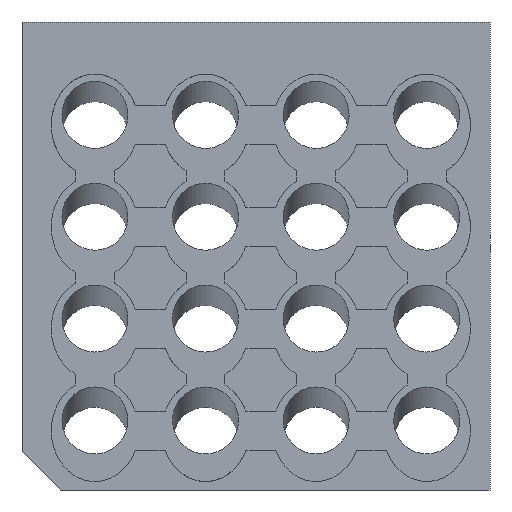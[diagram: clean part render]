
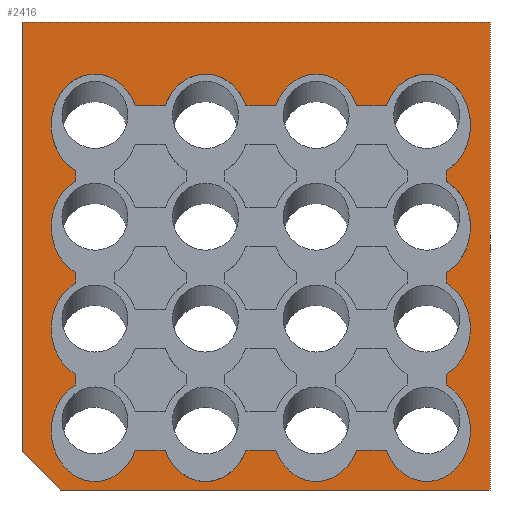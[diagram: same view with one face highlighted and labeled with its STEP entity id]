
A CAD part, front view. The second image highlights one B-rep face of the part: STEP entity #2416.
In plain terms, the highlighted planar face has unit normal (0, -1, 0).
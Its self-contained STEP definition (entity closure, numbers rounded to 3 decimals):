
#36=FACE_BOUND('',#398,.T.);
#80=ELLIPSE('',#2564,13.125,11.25);
#82=ELLIPSE('',#2567,13.125,11.25);
#83=ELLIPSE('',#2568,13.125,11.25);
#84=ELLIPSE('',#2569,13.125,11.25);
#85=ELLIPSE('',#2570,13.125,11.25);
#86=ELLIPSE('',#2571,13.125,11.25);
#87=ELLIPSE('',#2572,13.125,11.25);
#88=ELLIPSE('',#2573,13.125,11.25);
#89=ELLIPSE('',#2574,13.125,11.25);
#90=ELLIPSE('',#2575,13.125,11.25);
#91=ELLIPSE('',#2576,13.125,11.25);
#92=ELLIPSE('',#2577,13.125,11.25);
#263=FACE_OUTER_BOUND('',#397,.T.);
#397=EDGE_LOOP('',(#1641,#1642,#1643,#1644,#1645));
#398=EDGE_LOOP('',(#1646,#1647,#1648,#1649,#1650,#1651,#1652,#1653,#1654,
#1655,#1656,#1657,#1658,#1659,#1660,#1661,#1662,#1663,#1664,#1665,#1666,
#1667,#1668,#1669));
#574=LINE('',#3471,#802);
#579=LINE('',#3499,#807);
#580=LINE('',#3501,#808);
#581=LINE('',#3503,#809);
#582=LINE('',#3505,#810);
#583=LINE('',#3506,#811);
#584=LINE('',#3510,#812);
#585=LINE('',#3514,#813);
#586=LINE('',#3518,#814);
#587=LINE('',#3522,#815);
#588=LINE('',#3526,#816);
#589=LINE('',#3530,#817);
#590=LINE('',#3534,#818);
#591=LINE('',#3538,#819);
#592=LINE('',#3542,#820);
#593=LINE('',#3546,#821);
#594=LINE('',#3549,#822);
#802=VECTOR('',#2794,10.);
#807=VECTOR('',#2805,10.);
#808=VECTOR('',#2806,10.);
#809=VECTOR('',#2807,10.);
#810=VECTOR('',#2808,10.);
#811=VECTOR('',#2809,10.);
#812=VECTOR('',#2812,10.);
#813=VECTOR('',#2815,10.);
#814=VECTOR('',#2818,10.);
#815=VECTOR('',#2821,10.);
#816=VECTOR('',#2824,10.);
#817=VECTOR('',#2827,10.);
#818=VECTOR('',#2830,10.);
#819=VECTOR('',#2833,10.);
#820=VECTOR('',#2836,10.);
#821=VECTOR('',#2839,10.);
#822=VECTOR('',#2842,10.);
#1031=VERTEX_POINT('',#3469);
#1032=VERTEX_POINT('',#3470);
#1035=VERTEX_POINT('',#3491);
#1037=VERTEX_POINT('',#3497);
#1038=VERTEX_POINT('',#3498);
#1039=VERTEX_POINT('',#3500);
#1040=VERTEX_POINT('',#3502);
#1041=VERTEX_POINT('',#3504);
#1042=VERTEX_POINT('',#3507);
#1043=VERTEX_POINT('',#3509);
#1044=VERTEX_POINT('',#3511);
#1045=VERTEX_POINT('',#3513);
#1046=VERTEX_POINT('',#3515);
#1047=VERTEX_POINT('',#3517);
#1048=VERTEX_POINT('',#3519);
#1049=VERTEX_POINT('',#3521);
#1050=VERTEX_POINT('',#3523);
#1051=VERTEX_POINT('',#3525);
#1052=VERTEX_POINT('',#3527);
#1053=VERTEX_POINT('',#3529);
#1054=VERTEX_POINT('',#3531);
#1055=VERTEX_POINT('',#3533);
#1056=VERTEX_POINT('',#3535);
#1057=VERTEX_POINT('',#3537);
#1058=VERTEX_POINT('',#3539);
#1059=VERTEX_POINT('',#3541);
#1060=VERTEX_POINT('',#3543);
#1061=VERTEX_POINT('',#3545);
#1062=VERTEX_POINT('',#3547);
#1271=EDGE_CURVE('',#1031,#1032,#574,.T.);
#1275=EDGE_CURVE('',#1031,#1035,#80,.T.);
#1278=EDGE_CURVE('',#1037,#1038,#579,.T.);
#1279=EDGE_CURVE('',#1038,#1039,#580,.T.);
#1280=EDGE_CURVE('',#1039,#1040,#581,.T.);
#1281=EDGE_CURVE('',#1040,#1041,#582,.T.);
#1282=EDGE_CURVE('',#1041,#1037,#583,.T.);
#1283=EDGE_CURVE('',#1042,#1032,#82,.T.);
#1284=EDGE_CURVE('',#1042,#1043,#584,.T.);
#1285=EDGE_CURVE('',#1044,#1043,#83,.T.);
#1286=EDGE_CURVE('',#1044,#1045,#585,.T.);
#1287=EDGE_CURVE('',#1046,#1045,#84,.T.);
#1288=EDGE_CURVE('',#1046,#1047,#586,.T.);
#1289=EDGE_CURVE('',#1047,#1048,#85,.T.);
#1290=EDGE_CURVE('',#1048,#1049,#587,.T.);
#1291=EDGE_CURVE('',#1049,#1050,#86,.T.);
#1292=EDGE_CURVE('',#1050,#1051,#588,.T.);
#1293=EDGE_CURVE('',#1051,#1052,#87,.T.);
#1294=EDGE_CURVE('',#1052,#1053,#589,.T.);
#1295=EDGE_CURVE('',#1053,#1054,#88,.T.);
#1296=EDGE_CURVE('',#1054,#1055,#590,.T.);
#1297=EDGE_CURVE('',#1055,#1056,#89,.T.);
#1298=EDGE_CURVE('',#1056,#1057,#591,.T.);
#1299=EDGE_CURVE('',#1057,#1058,#90,.T.);
#1300=EDGE_CURVE('',#1058,#1059,#592,.T.);
#1301=EDGE_CURVE('',#1059,#1060,#91,.T.);
#1302=EDGE_CURVE('',#1060,#1061,#593,.T.);
#1303=EDGE_CURVE('',#1061,#1062,#92,.T.);
#1304=EDGE_CURVE('',#1062,#1035,#594,.T.);
#1641=ORIENTED_EDGE('',*,*,#1278,.T.);
#1642=ORIENTED_EDGE('',*,*,#1279,.T.);
#1643=ORIENTED_EDGE('',*,*,#1280,.T.);
#1644=ORIENTED_EDGE('',*,*,#1281,.T.);
#1645=ORIENTED_EDGE('',*,*,#1282,.T.);
#1646=ORIENTED_EDGE('',*,*,#1271,.T.);
#1647=ORIENTED_EDGE('',*,*,#1283,.F.);
#1648=ORIENTED_EDGE('',*,*,#1284,.T.);
#1649=ORIENTED_EDGE('',*,*,#1285,.F.);
#1650=ORIENTED_EDGE('',*,*,#1286,.T.);
#1651=ORIENTED_EDGE('',*,*,#1287,.F.);
#1652=ORIENTED_EDGE('',*,*,#1288,.T.);
#1653=ORIENTED_EDGE('',*,*,#1289,.T.);
#1654=ORIENTED_EDGE('',*,*,#1290,.T.);
#1655=ORIENTED_EDGE('',*,*,#1291,.T.);
#1656=ORIENTED_EDGE('',*,*,#1292,.T.);
#1657=ORIENTED_EDGE('',*,*,#1293,.T.);
#1658=ORIENTED_EDGE('',*,*,#1294,.T.);
#1659=ORIENTED_EDGE('',*,*,#1295,.T.);
#1660=ORIENTED_EDGE('',*,*,#1296,.T.);
#1661=ORIENTED_EDGE('',*,*,#1297,.T.);
#1662=ORIENTED_EDGE('',*,*,#1298,.T.);
#1663=ORIENTED_EDGE('',*,*,#1299,.T.);
#1664=ORIENTED_EDGE('',*,*,#1300,.T.);
#1665=ORIENTED_EDGE('',*,*,#1301,.T.);
#1666=ORIENTED_EDGE('',*,*,#1302,.T.);
#1667=ORIENTED_EDGE('',*,*,#1303,.T.);
#1668=ORIENTED_EDGE('',*,*,#1304,.T.);
#1669=ORIENTED_EDGE('',*,*,#1275,.F.);
#2349=PLANE('',#2566);
#2416=ADVANCED_FACE('',(#263,#36),#2349,.F.);
#2564=AXIS2_PLACEMENT_3D('',#3492,#2798,#2799);
#2566=AXIS2_PLACEMENT_3D('',#3496,#2803,#2804);
#2567=AXIS2_PLACEMENT_3D('',#3508,#2810,#2811);
#2568=AXIS2_PLACEMENT_3D('',#3512,#2813,#2814);
#2569=AXIS2_PLACEMENT_3D('',#3516,#2816,#2817);
#2570=AXIS2_PLACEMENT_3D('',#3520,#2819,#2820);
#2571=AXIS2_PLACEMENT_3D('',#3524,#2822,#2823);
#2572=AXIS2_PLACEMENT_3D('',#3528,#2825,#2826);
#2573=AXIS2_PLACEMENT_3D('',#3532,#2828,#2829);
#2574=AXIS2_PLACEMENT_3D('',#3536,#2831,#2832);
#2575=AXIS2_PLACEMENT_3D('',#3540,#2834,#2835);
#2576=AXIS2_PLACEMENT_3D('',#3544,#2837,#2838);
#2577=AXIS2_PLACEMENT_3D('',#3548,#2840,#2841);
#2794=DIRECTION('',(0.,0.,-1.));
#2798=DIRECTION('center_axis',(0.,-1.,0.));
#2799=DIRECTION('ref_axis',(0.,0.,1.));
#2803=DIRECTION('center_axis',(0.,1.,0.));
#2804=DIRECTION('ref_axis',(-1.,0.,0.));
#2805=DIRECTION('',(0.,0.,1.));
#2806=DIRECTION('',(-1.,0.,0.));
#2807=DIRECTION('',(0.,0.,-1.));
#2808=DIRECTION('',(0.707,0.,-0.707));
#2809=DIRECTION('',(1.,0.,0.));
#2810=DIRECTION('center_axis',(0.,-1.,0.));
#2811=DIRECTION('ref_axis',(0.,0.,-1.));
#2812=DIRECTION('',(0.,0.,-1.));
#2813=DIRECTION('center_axis',(0.,-1.,0.));
#2814=DIRECTION('ref_axis',(0.,0.,1.));
#2815=DIRECTION('',(0.,0.,-1.));
#2816=DIRECTION('center_axis',(0.,-1.,0.));
#2817=DIRECTION('ref_axis',(0.,0.,-1.));
#2818=DIRECTION('',(-1.,0.,0.));
#2819=DIRECTION('center_axis',(0.,1.,0.));
#2820=DIRECTION('ref_axis',(0.,0.,-1.));
#2821=DIRECTION('',(-1.,0.,0.));
#2822=DIRECTION('center_axis',(0.,1.,0.));
#2823=DIRECTION('ref_axis',(0.,0.,-1.));
#2824=DIRECTION('',(-1.,0.,0.));
#2825=DIRECTION('center_axis',(0.,1.,0.));
#2826=DIRECTION('ref_axis',(0.,0.,-1.));
#2827=DIRECTION('',(0.,0.,1.));
#2828=DIRECTION('center_axis',(0.,1.,0.));
#2829=DIRECTION('ref_axis',(0.,0.,1.));
#2830=DIRECTION('',(0.,0.,1.));
#2831=DIRECTION('center_axis',(0.,1.,0.));
#2832=DIRECTION('ref_axis',(0.,0.,-1.));
#2833=DIRECTION('',(0.,0.,1.));
#2834=DIRECTION('center_axis',(0.,1.,0.));
#2835=DIRECTION('ref_axis',(0.,0.,1.));
#2836=DIRECTION('',(1.,0.,0.));
#2837=DIRECTION('center_axis',(0.,1.,0.));
#2838=DIRECTION('ref_axis',(0.,0.,1.));
#2839=DIRECTION('',(1.,0.,0.));
#2840=DIRECTION('center_axis',(0.,1.,0.));
#2841=DIRECTION('ref_axis',(0.,0.,1.));
#2842=DIRECTION('',(1.,0.,0.));
#3469=CARTESIAN_POINT('',(109.3,-2.,82.293));
#3470=CARTESIAN_POINT('',(109.3,-2.,79.557));
#3471=CARTESIAN_POINT('',(109.3,-2.,69.929));
#3491=CARTESIAN_POINT('',(93.898,-2.,99.05));
#3492=CARTESIAN_POINT('Origin',(104.3,-2.,94.05));
#3496=CARTESIAN_POINT('Origin',(60.3,-2.,60.3));
#3497=CARTESIAN_POINT('',(120.6,-2.,0.));
#3498=CARTESIAN_POINT('',(120.6,-2.,120.6));
#3499=CARTESIAN_POINT('',(120.6,-2.,120.6));
#3500=CARTESIAN_POINT('',(0.,-2.,120.6));
#3501=CARTESIAN_POINT('',(0.,-2.,120.6));
#3502=CARTESIAN_POINT('',(0.,-2.,9.8));
#3503=CARTESIAN_POINT('',(0.,-2.,0.));
#3504=CARTESIAN_POINT('',(9.8,-2.,0.));
#3505=CARTESIAN_POINT('',(9.8,-2.,0.));
#3506=CARTESIAN_POINT('',(120.6,-2.,0.));
#3507=CARTESIAN_POINT('',(109.3,-2.,56.043));
#3508=CARTESIAN_POINT('Origin',(104.3,-2.,67.8));
#3509=CARTESIAN_POINT('',(109.3,-2.,53.307));
#3510=CARTESIAN_POINT('',(109.3,-2.,56.804));
#3511=CARTESIAN_POINT('',(109.3,-2.,29.793));
#3512=CARTESIAN_POINT('Origin',(104.3,-2.,41.55));
#3513=CARTESIAN_POINT('',(109.3,-2.,27.057));
#3514=CARTESIAN_POINT('',(109.3,-2.,43.679));
#3515=CARTESIAN_POINT('',(93.898,-2.,10.3));
#3516=CARTESIAN_POINT('Origin',(104.3,-2.,15.3));
#3517=CARTESIAN_POINT('',(86.202,-2.,10.3));
#3518=CARTESIAN_POINT('',(73.251,-2.,10.3));
#3519=CARTESIAN_POINT('',(65.398,-2.,10.3));
#3520=CARTESIAN_POINT('Origin',(75.8,-2.,15.3));
#3521=CARTESIAN_POINT('',(57.702,-2.,10.3));
#3522=CARTESIAN_POINT('',(59.001,-2.,10.3));
#3523=CARTESIAN_POINT('',(36.898,-2.,10.3));
#3524=CARTESIAN_POINT('Origin',(47.3,-2.,15.3));
#3525=CARTESIAN_POINT('',(29.202,-2.,10.3));
#3526=CARTESIAN_POINT('',(44.751,-2.,10.3));
#3527=CARTESIAN_POINT('',(13.8,-2.,27.057));
#3528=CARTESIAN_POINT('Origin',(18.8,-2.,15.3));
#3529=CARTESIAN_POINT('',(13.8,-2.,29.793));
#3530=CARTESIAN_POINT('',(13.8,-2.,45.046));
#3531=CARTESIAN_POINT('',(13.8,-2.,53.307));
#3532=CARTESIAN_POINT('Origin',(18.8,-2.,41.55));
#3533=CARTESIAN_POINT('',(13.8,-2.,56.043));
#3534=CARTESIAN_POINT('',(13.8,-2.,58.171));
#3535=CARTESIAN_POINT('',(13.8,-2.,79.557));
#3536=CARTESIAN_POINT('Origin',(18.8,-2.,67.8));
#3537=CARTESIAN_POINT('',(13.8,-2.,82.293));
#3538=CARTESIAN_POINT('',(13.8,-2.,71.296));
#3539=CARTESIAN_POINT('',(29.202,-2.,99.05));
#3540=CARTESIAN_POINT('Origin',(18.8,-2.,94.05));
#3541=CARTESIAN_POINT('',(36.898,-2.,99.05));
#3542=CARTESIAN_POINT('',(48.599,-2.,99.05));
#3543=CARTESIAN_POINT('',(57.702,-2.,99.05));
#3544=CARTESIAN_POINT('Origin',(47.3,-2.,94.05));
#3545=CARTESIAN_POINT('',(65.398,-2.,99.05));
#3546=CARTESIAN_POINT('',(62.849,-2.,99.05));
#3547=CARTESIAN_POINT('',(86.202,-2.,99.05));
#3548=CARTESIAN_POINT('Origin',(75.8,-2.,94.05));
#3549=CARTESIAN_POINT('',(77.099,-2.,99.05));
